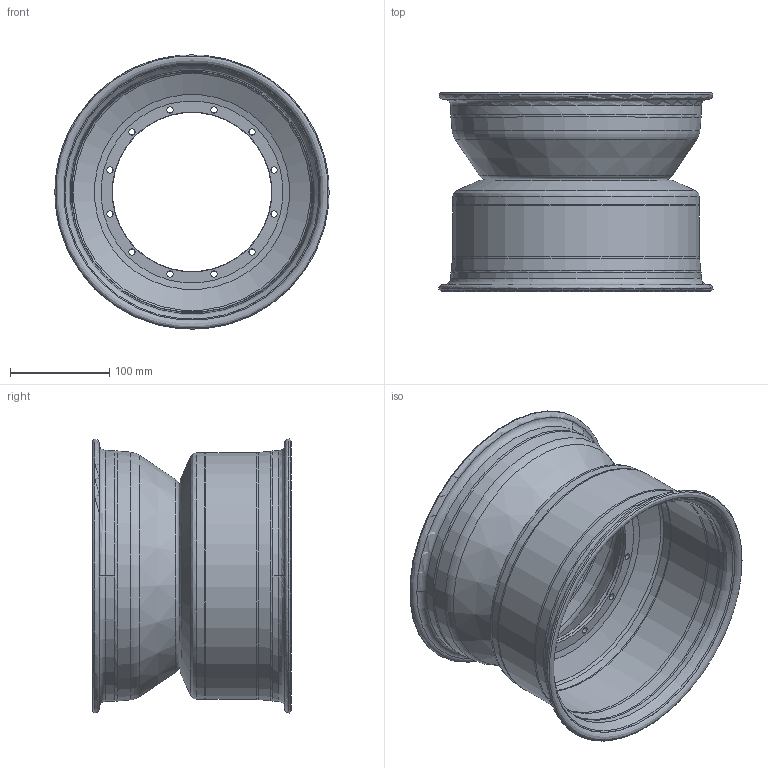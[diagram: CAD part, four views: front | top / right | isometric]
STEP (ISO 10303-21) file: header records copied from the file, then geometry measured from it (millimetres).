
FILE_DESCRIPTION (( 'STEP AP214' ), '1' );
FILE_NAME ('GRC19_PT_SU_WHEEL_SHELL.STEP', '2019-01-08T17:19:59', ( '' ), ( '' ), 'SwSTEP 2.0', 'SolidWorks 2018', '' );
FILE_SCHEMA (( 'AUTOMOTIVE_DESIGN' ));
Length unit declared in the file: millimetre
Products named in the file (1): GRC19_PT_SU_WHEEL_SHELL
Bounding box: 276.55 x 200.67 x 276.55 mm (x, y, z)
Volume: 639447.2 mm3; surface area: 383705.8 mm2
Topology: 1 solids, 1 shells, 68 faces, 168 edges, 104 vertices
Faces by surface type: cylinder 22, bspline 18, torus 14, cone 10, plane 4
Full cylindrical faces by diameter (mm): 6.35 x12, 160.528 x1, 161.29 x1, 243.742 x1, 246.274 x1, 247.015 x1, 250.073 x1
Entity records: 3172 total; most frequent: CARTESIAN_POINT 1111, DIRECTION 274, ORIENTED_EDGE 180, EDGE_LOOP 152, AXIS2_PLACEMENT_3D 135, FACE_OUTER_BOUND 114, EDGE_CURVE 90, CIRCLE 84
